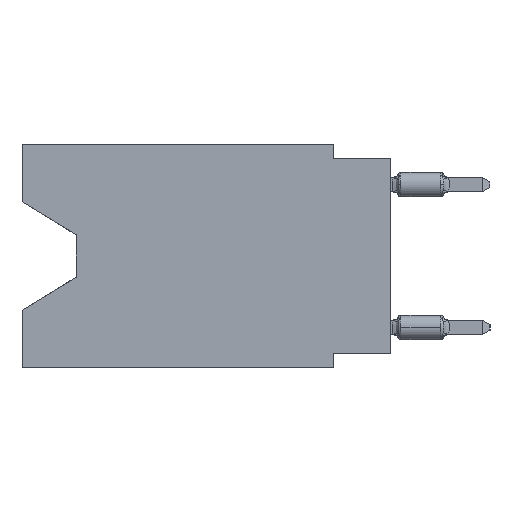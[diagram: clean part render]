
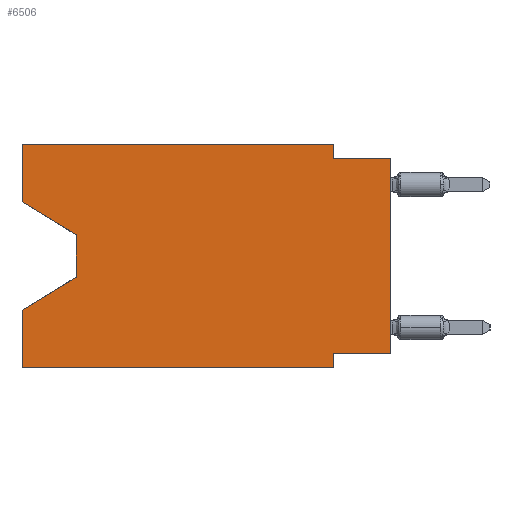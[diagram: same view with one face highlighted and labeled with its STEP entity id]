
A CAD part, left-side view. The second image highlights one B-rep face of the part: STEP entity #6506.
In plain terms, the highlighted planar face has unit normal (-1, 0, 0).
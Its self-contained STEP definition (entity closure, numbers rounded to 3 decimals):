
#45 = DIRECTION ( 'NONE',  ( 0., 0., -1. ) ) ;
#226 = CARTESIAN_POINT ( 'NONE',  ( 0., 0., -9.271 ) ) ;
#435 = VERTEX_POINT ( 'NONE', #25777 ) ;
#593 = CARTESIAN_POINT ( 'NONE',  ( 0., 13.97, -4.013 ) ) ;
#712 = VERTEX_POINT ( 'NONE', #26639 ) ;
#873 = DIRECTION ( 'NONE',  ( 0., 0., 1. ) ) ;
#1851 = ORIENTED_EDGE ( 'NONE', *, *, #21643, .F. ) ;
#2341 = EDGE_CURVE ( 'NONE', #11523, #7191, #24712, .T. ) ;
#2486 = FACE_OUTER_BOUND ( 'NONE', #13752, .T. ) ;
#2521 = DIRECTION ( 'NONE',  ( 0., 1., 0. ) ) ;
#2625 = PLANE ( 'NONE',  #18208 ) ;
#2767 = DIRECTION ( 'NONE',  ( 1., 0., 0. ) ) ;
#3025 = VECTOR ( 'NONE', #24415, 1000. ) ;
#3406 = ORIENTED_EDGE ( 'NONE', *, *, #16656, .T. ) ;
#3539 = VERTEX_POINT ( 'NONE', #21001 ) ;
#4673 = LINE ( 'NONE', #226, #11355 ) ;
#4802 = CARTESIAN_POINT ( 'NONE',  ( 0., 16.383, 0. ) ) ;
#5311 = LINE ( 'NONE', #9768, #20229 ) ;
#5555 = CARTESIAN_POINT ( 'NONE',  ( 0., 0., 0. ) ) ;
#6031 = ORIENTED_EDGE ( 'NONE', *, *, #10715, .T. ) ;
#6223 = ORIENTED_EDGE ( 'NONE', *, *, #9340, .F. ) ;
#6506 = ADVANCED_FACE ( 'NONE', ( #2486 ), #2625, .F. ) ;
#6677 = CARTESIAN_POINT ( 'NONE',  ( 0., 16.383, 0. ) ) ;
#6780 = CARTESIAN_POINT ( 'NONE',  ( 0., 2.54, -9.906 ) ) ;
#6915 = LINE ( 'NONE', #15651, #3025 ) ;
#7191 = VERTEX_POINT ( 'NONE', #6677 ) ;
#7229 = EDGE_CURVE ( 'NONE', #26580, #17175, #4673, .T. ) ;
#7783 = CARTESIAN_POINT ( 'NONE',  ( 0., 0., -9.271 ) ) ;
#8800 = LINE ( 'NONE', #6780, #24732 ) ;
#9340 = EDGE_CURVE ( 'NONE', #7191, #23088, #28025, .T. ) ;
#9492 = CARTESIAN_POINT ( 'NONE',  ( 0., 16.383, -9.906 ) ) ;
#9551 = EDGE_CURVE ( 'NONE', #23088, #3539, #6915, .T. ) ;
#9768 = CARTESIAN_POINT ( 'NONE',  ( 0., 16.383, -2.546 ) ) ;
#10715 = EDGE_CURVE ( 'NONE', #23238, #15371, #11771, .T. ) ;
#11099 = CARTESIAN_POINT ( 'NONE',  ( 0., 0., -0.635 ) ) ;
#11281 = CARTESIAN_POINT ( 'NONE',  ( 0., 16.383, -2.546 ) ) ;
#11355 = VECTOR ( 'NONE', #2521, 1000. ) ;
#11523 = VERTEX_POINT ( 'NONE', #11281 ) ;
#11771 = LINE ( 'NONE', #593, #26918 ) ;
#12014 = EDGE_CURVE ( 'NONE', #712, #18837, #13650, .T. ) ;
#13276 = DIRECTION ( 'NONE',  ( 0., 0., 1. ) ) ;
#13650 = LINE ( 'NONE', #9492, #18387 ) ;
#13752 = EDGE_LOOP ( 'NONE', ( #19411, #6031, #3406, #17108, #21474, #1851, #24816, #14196, #28288, #22943, #6223, #18925 ) ) ;
#13919 = CARTESIAN_POINT ( 'NONE',  ( 0., 2.54, -9.906 ) ) ;
#14196 = ORIENTED_EDGE ( 'NONE', *, *, #18246, .T. ) ;
#15275 = EDGE_CURVE ( 'NONE', #11523, #23238, #5311, .T. ) ;
#15371 = VERTEX_POINT ( 'NONE', #27274 ) ;
#15651 = CARTESIAN_POINT ( 'NONE',  ( 0., 2.54, 0. ) ) ;
#16067 = DIRECTION ( 'NONE',  ( 0., -0.855, -0.519 ) ) ;
#16421 = VECTOR ( 'NONE', #28084, 1000. ) ;
#16652 = CARTESIAN_POINT ( 'NONE',  ( 0., 13.97, -5.893 ) ) ;
#16656 = EDGE_CURVE ( 'NONE', #15371, #435, #18669, .T. ) ;
#16744 = VECTOR ( 'NONE', #21984, 1000. ) ;
#16966 = VECTOR ( 'NONE', #20572, 1000. ) ;
#17074 = CARTESIAN_POINT ( 'NONE',  ( 0., 16.383, 0. ) ) ;
#17108 = ORIENTED_EDGE ( 'NONE', *, *, #23118, .F. ) ;
#17175 = VERTEX_POINT ( 'NONE', #18374 ) ;
#17289 = VECTOR ( 'NONE', #13276, 1000. ) ;
#18208 = AXIS2_PLACEMENT_3D ( 'NONE', #19990, #2767, #45 ) ;
#18224 = DIRECTION ( 'NONE',  ( 0., -1., 0. ) ) ;
#18230 = VECTOR ( 'NONE', #23182, 1000. ) ;
#18246 = EDGE_CURVE ( 'NONE', #26580, #24737, #25212, .T. ) ;
#18370 = CARTESIAN_POINT ( 'NONE',  ( 0., 16.383, 0. ) ) ;
#18374 = CARTESIAN_POINT ( 'NONE',  ( 0., 2.54, -9.271 ) ) ;
#18387 = VECTOR ( 'NONE', #18224, 1000. ) ;
#18669 = LINE ( 'NONE', #16652, #16966 ) ;
#18837 = VERTEX_POINT ( 'NONE', #13919 ) ;
#18925 = ORIENTED_EDGE ( 'NONE', *, *, #2341, .F. ) ;
#19293 = EDGE_CURVE ( 'NONE', #3539, #24737, #23053, .T. ) ;
#19411 = ORIENTED_EDGE ( 'NONE', *, *, #15275, .T. ) ;
#19839 = DIRECTION ( 'NONE',  ( 0., 0., -1. ) ) ;
#19990 = CARTESIAN_POINT ( 'NONE',  ( 0., 16.383, 0. ) ) ;
#20229 = VECTOR ( 'NONE', #16067, 1000. ) ;
#20306 = LINE ( 'NONE', #4802, #17289 ) ;
#20572 = DIRECTION ( 'NONE',  ( 0., 0.855, -0.519 ) ) ;
#21001 = CARTESIAN_POINT ( 'NONE',  ( 0., 2.54, -0.635 ) ) ;
#21188 = CARTESIAN_POINT ( 'NONE',  ( 0., 0., -0.635 ) ) ;
#21474 = ORIENTED_EDGE ( 'NONE', *, *, #12014, .T. ) ;
#21643 = EDGE_CURVE ( 'NONE', #17175, #18837, #8800, .T. ) ;
#21984 = DIRECTION ( 'NONE',  ( 0., -1., 0. ) ) ;
#22943 = ORIENTED_EDGE ( 'NONE', *, *, #9551, .F. ) ;
#23053 = LINE ( 'NONE', #21188, #16421 ) ;
#23088 = VERTEX_POINT ( 'NONE', #24327 ) ;
#23118 = EDGE_CURVE ( 'NONE', #712, #435, #20306, .T. ) ;
#23182 = DIRECTION ( 'NONE',  ( 0., 0., 1. ) ) ;
#23238 = VERTEX_POINT ( 'NONE', #25179 ) ;
#23851 = VECTOR ( 'NONE', #873, 1000. ) ;
#24327 = CARTESIAN_POINT ( 'NONE',  ( 0., 2.54, 0. ) ) ;
#24415 = DIRECTION ( 'NONE',  ( 0., 0., -1. ) ) ;
#24712 = LINE ( 'NONE', #18370, #23851 ) ;
#24732 = VECTOR ( 'NONE', #19839, 1000. ) ;
#24737 = VERTEX_POINT ( 'NONE', #11099 ) ;
#24816 = ORIENTED_EDGE ( 'NONE', *, *, #7229, .F. ) ;
#24848 = DIRECTION ( 'NONE',  ( 0., 0., -1. ) ) ;
#25179 = CARTESIAN_POINT ( 'NONE',  ( 0., 13.97, -4.013 ) ) ;
#25212 = LINE ( 'NONE', #5555, #18230 ) ;
#25777 = CARTESIAN_POINT ( 'NONE',  ( 0., 16.383, -7.36 ) ) ;
#26580 = VERTEX_POINT ( 'NONE', #7783 ) ;
#26639 = CARTESIAN_POINT ( 'NONE',  ( 0., 16.383, -9.906 ) ) ;
#26918 = VECTOR ( 'NONE', #24848, 1000. ) ;
#27274 = CARTESIAN_POINT ( 'NONE',  ( 0., 13.97, -5.893 ) ) ;
#28025 = LINE ( 'NONE', #17074, #16744 ) ;
#28084 = DIRECTION ( 'NONE',  ( 0., -1., 0. ) ) ;
#28288 = ORIENTED_EDGE ( 'NONE', *, *, #19293, .F. ) ;
